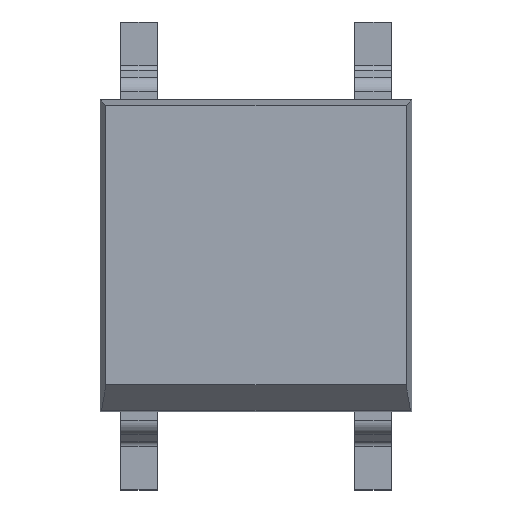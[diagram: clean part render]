
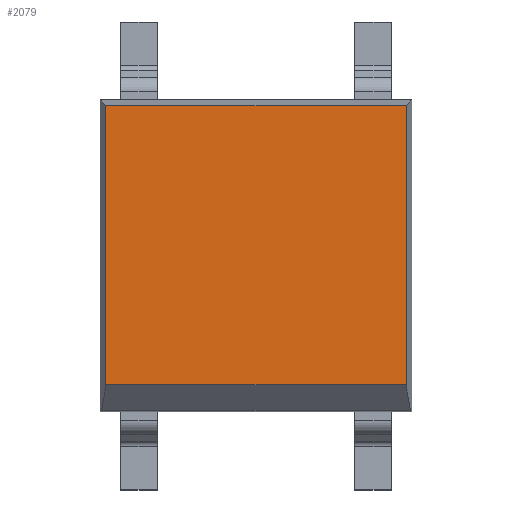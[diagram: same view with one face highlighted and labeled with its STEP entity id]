
A CAD part, top view. The second image highlights one B-rep face of the part: STEP entity #2079.
In plain terms, the highlighted planar face has unit normal (0, 0, 1).
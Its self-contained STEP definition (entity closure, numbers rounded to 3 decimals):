
#2040 = CARTESIAN_POINT ( 'NONE',  ( -2.885, 2.885, 3.5 ) ) ;
#2041 = VERTEX_POINT ( 'NONE', #2040 ) ;
#2042 = CARTESIAN_POINT ( 'NONE',  ( -2.885, -2.485, 3.5 ) ) ;
#2043 = VERTEX_POINT ( 'NONE', #2042 ) ;
#2044 = CARTESIAN_POINT ( 'NONE',  ( -2.885, -3., 3.5 ) ) ;
#2045 = DIRECTION ( 'NONE',  ( 0., -1., 0. ) ) ;
#2046 = VECTOR ( 'NONE', #2045, 1000. ) ;
#2047 = LINE ( 'NONE', #2044, #2046 ) ;
#2048 = EDGE_CURVE ( 'NONE', #2041, #2043, #2047, .T. ) ;
#2049 = ORIENTED_EDGE ( 'NONE', *, *, #2048, .T. ) ;
#2050 = CARTESIAN_POINT ( 'NONE',  ( 2.885, -2.485, 3.5 ) ) ;
#2051 = VERTEX_POINT ( 'NONE', #2050 ) ;
#2052 = CARTESIAN_POINT ( 'NONE',  ( 0., -2.485, 3.5 ) ) ;
#2053 = DIRECTION ( 'NONE',  ( 1., 0., 0. ) ) ;
#2054 = VECTOR ( 'NONE', #2053, 1000. ) ;
#2055 = LINE ( 'NONE', #2052, #2054 ) ;
#2056 = EDGE_CURVE ( 'NONE', #2043, #2051, #2055, .T. ) ;
#2057 = ORIENTED_EDGE ( 'NONE', *, *, #2056, .T. ) ;
#2058 = CARTESIAN_POINT ( 'NONE',  ( 2.885, 2.885, 3.5 ) ) ;
#2059 = VERTEX_POINT ( 'NONE', #2058 ) ;
#2060 = CARTESIAN_POINT ( 'NONE',  ( 2.885, 3., 3.5 ) ) ;
#2061 = DIRECTION ( 'NONE',  ( 0., 1., 0. ) ) ;
#2062 = VECTOR ( 'NONE', #2061, 1000. ) ;
#2063 = LINE ( 'NONE', #2060, #2062 ) ;
#2064 = EDGE_CURVE ( 'NONE', #2051, #2059, #2063, .T. ) ;
#2065 = ORIENTED_EDGE ( 'NONE', *, *, #2064, .T. ) ;
#2066 = CARTESIAN_POINT ( 'NONE',  ( -3., 2.885, 3.5 ) ) ;
#2067 = DIRECTION ( 'NONE',  ( -1., 0., 0. ) ) ;
#2068 = VECTOR ( 'NONE', #2067, 1000. ) ;
#2069 = LINE ( 'NONE', #2066, #2068 ) ;
#2070 = EDGE_CURVE ( 'NONE', #2059, #2041, #2069, .T. ) ;
#2071 = ORIENTED_EDGE ( 'NONE', *, *, #2070, .T. ) ;
#2072 = EDGE_LOOP ( 'NONE', ( #2049, #2057, #2065, #2071 ) ) ;
#2073 = FACE_OUTER_BOUND ( 'NONE', #2072, .T. ) ;
#2074 = CARTESIAN_POINT ( 'NONE',  ( 0., 0., 3.5 ) ) ;
#2075 = DIRECTION ( 'NONE',  ( 0., 0., 1. ) ) ;
#2076 = DIRECTION ( 'NONE',  ( 0., -1., 0. ) ) ;
#2077 = AXIS2_PLACEMENT_3D ( 'NONE', #2074, #2075, #2076 ) ;
#2078 = PLANE ( 'NONE', #2077 ) ;
#2079 = ADVANCED_FACE ( 'NONE', ( #2073 ), #2078, .T. ) ;
